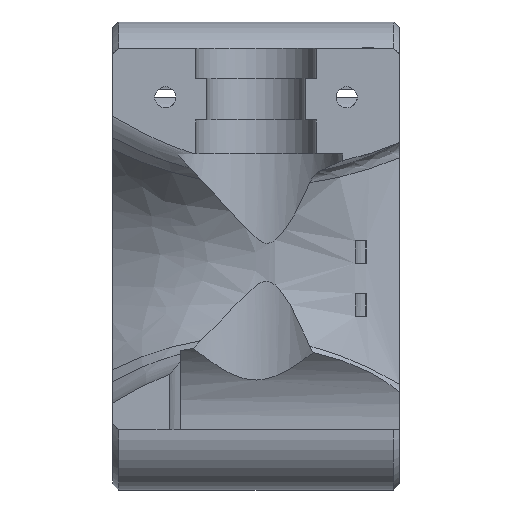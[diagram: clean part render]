
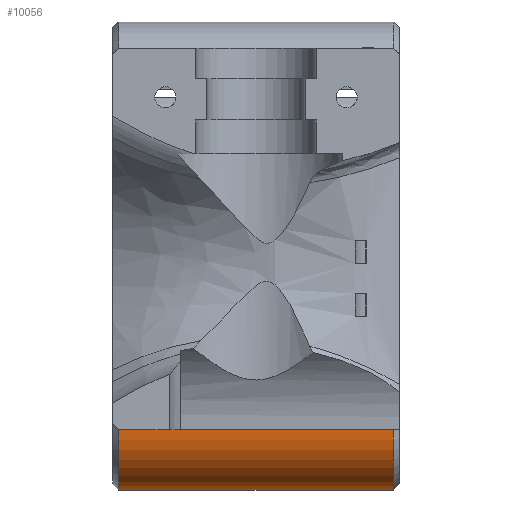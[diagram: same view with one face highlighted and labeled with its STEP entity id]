
A CAD part, front view. The second image highlights one B-rep face of the part: STEP entity #10056.
In plain terms, the highlighted cylindrical face has radius 8 mm (diameter 16 mm), a partial arc.
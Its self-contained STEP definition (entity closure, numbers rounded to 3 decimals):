
#3211 = PLANE('',#3212);
#3212 = AXIS2_PLACEMENT_3D('',#3213,#3214,#3215);
#3213 = CARTESIAN_POINT('',(-19.,0.,-0.5));
#3214 = DIRECTION('',(0.,0.,1.));
#3215 = DIRECTION('',(1.,0.,0.));
#3244 = CONICAL_SURFACE('',#3245,8.,0.785);
#3245 = AXIS2_PLACEMENT_3D('',#3246,#3247,#3248);
#3246 = CARTESIAN_POINT('',(-18.2,0.,0.)
  );
#3247 = DIRECTION('',(1.,0.,0.));
#3248 = DIRECTION('',(0.,0.,-1.));
#3277 = CONICAL_SURFACE('',#3278,8.,0.785);
#3278 = AXIS2_PLACEMENT_3D('',#3279,#3280,#3281);
#3279 = CARTESIAN_POINT('',(-18.2,0.,0.)
  );
#3280 = DIRECTION('',(1.,0.,0.));
#3281 = DIRECTION('',(0.,-1.,0.));
#4952 = PLANE('',#4953);
#4953 = AXIS2_PLACEMENT_3D('',#4954,#4955,#4956);
#4954 = CARTESIAN_POINT('',(-19.,-21.5,0.));
#4955 = DIRECTION('',(0.,0.,1.));
#4956 = DIRECTION('',(1.,0.,0.));
#5004 = CONICAL_SURFACE('',#5005,8.,0.785);
#5005 = AXIS2_PLACEMENT_3D('',#5006,#5007,#5008);
#5006 = CARTESIAN_POINT('',(18.2,0.,0.)
  );
#5007 = DIRECTION('',(-1.,0.,0.));
#5008 = DIRECTION('',(0.,-1.,0.));
#5033 = CONICAL_SURFACE('',#5034,8.,0.785);
#5034 = AXIS2_PLACEMENT_3D('',#5035,#5036,#5037);
#5035 = CARTESIAN_POINT('',(18.2,0.,0.)
  );
#5036 = DIRECTION('',(-1.,0.,0.));
#5037 = DIRECTION('',(0.,0.,-1.));
#5823 = VERTEX_POINT('',#5824);
#5824 = CARTESIAN_POINT('',(18.2,7.984,-0.5));
#5849 = EDGE_CURVE('',#5850,#5823,#5852,.T.);
#5850 = VERTEX_POINT('',#5851);
#5851 = CARTESIAN_POINT('',(-18.2,7.984,-0.5));
#5852 = SURFACE_CURVE('',#5853,(#5857,#5863),.PCURVE_S1.);
#5853 = LINE('',#5854,#5855);
#5854 = CARTESIAN_POINT('',(-19.,7.984,-0.5));
#5855 = VECTOR('',#5856,1.);
#5856 = DIRECTION('',(1.,0.,0.));
#5857 = PCURVE('',#3211,#5858);
#5858 = DEFINITIONAL_REPRESENTATION('',(#5859),#5862);
#5859 = B_SPLINE_CURVE_WITH_KNOTS('',1,(#5860,#5861),.UNSPECIFIED.,.F.,
  .F.,(2,2),(0.,38.),.PIECEWISE_BEZIER_KNOTS.);
#5860 = CARTESIAN_POINT('',(0.,7.984));
#5861 = CARTESIAN_POINT('',(38.,7.984));
#5862 = ( GEOMETRIC_REPRESENTATION_CONTEXT(2) 
PARAMETRIC_REPRESENTATION_CONTEXT() REPRESENTATION_CONTEXT('2D SPACE',''
  ) );
#5863 = PCURVE('',#5864,#5869);
#5864 = CYLINDRICAL_SURFACE('',#5865,8.);
#5865 = AXIS2_PLACEMENT_3D('',#5866,#5867,#5868);
#5866 = CARTESIAN_POINT('',(-19.,0.,0.));
#5867 = DIRECTION('',(1.,0.,0.));
#5868 = DIRECTION('',(0.,0.,-1.));
#5869 = DEFINITIONAL_REPRESENTATION('',(#5870),#5873);
#5870 = B_SPLINE_CURVE_WITH_KNOTS('',1,(#5871,#5872),.UNSPECIFIED.,.F.,
  .F.,(2,2),(0.,38.),.PIECEWISE_BEZIER_KNOTS.);
#5871 = CARTESIAN_POINT('',(7.791,0.));
#5872 = CARTESIAN_POINT('',(7.791,38.));
#5873 = ( GEOMETRIC_REPRESENTATION_CONTEXT(2) 
PARAMETRIC_REPRESENTATION_CONTEXT() REPRESENTATION_CONTEXT('2D SPACE',''
  ) );
#5904 = VERTEX_POINT('',#5905);
#5905 = CARTESIAN_POINT('',(-18.2,0.,-8.));
#5926 = EDGE_CURVE('',#5904,#5850,#5927,.T.);
#5927 = SURFACE_CURVE('',#5928,(#5933,#5940),.PCURVE_S1.);
#5928 = CIRCLE('',#5929,8.);
#5929 = AXIS2_PLACEMENT_3D('',#5930,#5931,#5932);
#5930 = CARTESIAN_POINT('',(-18.2,0.,0.)
  );
#5931 = DIRECTION('',(1.,0.,0.));
#5932 = DIRECTION('',(0.,0.,-1.));
#5933 = PCURVE('',#3244,#5934);
#5934 = DEFINITIONAL_REPRESENTATION('',(#5935),#5939);
#5935 = LINE('',#5936,#5937);
#5936 = CARTESIAN_POINT('',(0.,0.));
#5937 = VECTOR('',#5938,1.);
#5938 = DIRECTION('',(1.,0.));
#5939 = ( GEOMETRIC_REPRESENTATION_CONTEXT(2) 
PARAMETRIC_REPRESENTATION_CONTEXT() REPRESENTATION_CONTEXT('2D SPACE',''
  ) );
#5940 = PCURVE('',#5864,#5941);
#5941 = DEFINITIONAL_REPRESENTATION('',(#5942),#5946);
#5942 = LINE('',#5943,#5944);
#5943 = CARTESIAN_POINT('',(6.283,0.8));
#5944 = VECTOR('',#5945,1.);
#5945 = DIRECTION('',(1.,0.));
#5946 = ( GEOMETRIC_REPRESENTATION_CONTEXT(2) 
PARAMETRIC_REPRESENTATION_CONTEXT() REPRESENTATION_CONTEXT('2D SPACE',''
  ) );
#5952 = VERTEX_POINT('',#5953);
#5953 = CARTESIAN_POINT('',(-18.2,-8.,0.));
#5980 = EDGE_CURVE('',#5952,#5904,#5981,.T.);
#5981 = SURFACE_CURVE('',#5982,(#5987,#5994),.PCURVE_S1.);
#5982 = CIRCLE('',#5983,8.);
#5983 = AXIS2_PLACEMENT_3D('',#5984,#5985,#5986);
#5984 = CARTESIAN_POINT('',(-18.2,0.,0.)
  );
#5985 = DIRECTION('',(1.,0.,0.));
#5986 = DIRECTION('',(0.,-1.,0.));
#5987 = PCURVE('',#3277,#5988);
#5988 = DEFINITIONAL_REPRESENTATION('',(#5989),#5993);
#5989 = LINE('',#5990,#5991);
#5990 = CARTESIAN_POINT('',(0.,0.));
#5991 = VECTOR('',#5992,1.);
#5992 = DIRECTION('',(1.,0.));
#5993 = ( GEOMETRIC_REPRESENTATION_CONTEXT(2) 
PARAMETRIC_REPRESENTATION_CONTEXT() REPRESENTATION_CONTEXT('2D SPACE',''
  ) );
#5994 = PCURVE('',#5864,#5995);
#5995 = DEFINITIONAL_REPRESENTATION('',(#5996),#6000);
#5996 = LINE('',#5997,#5998);
#5997 = CARTESIAN_POINT('',(4.712,0.8));
#5998 = VECTOR('',#5999,1.);
#5999 = DIRECTION('',(1.,0.));
#6000 = ( GEOMETRIC_REPRESENTATION_CONTEXT(2) 
PARAMETRIC_REPRESENTATION_CONTEXT() REPRESENTATION_CONTEXT('2D SPACE',''
  ) );
#9402 = EDGE_CURVE('',#5952,#9403,#9405,.T.);
#9403 = VERTEX_POINT('',#9404);
#9404 = CARTESIAN_POINT('',(18.2,-8.,0.));
#9405 = SURFACE_CURVE('',#9406,(#9410,#9416),.PCURVE_S1.);
#9406 = LINE('',#9407,#9408);
#9407 = CARTESIAN_POINT('',(-19.,-8.,0.));
#9408 = VECTOR('',#9409,1.);
#9409 = DIRECTION('',(1.,0.,0.));
#9410 = PCURVE('',#4952,#9411);
#9411 = DEFINITIONAL_REPRESENTATION('',(#9412),#9415);
#9412 = B_SPLINE_CURVE_WITH_KNOTS('',1,(#9413,#9414),.UNSPECIFIED.,.F.,
  .F.,(2,2),(0.,38.),.PIECEWISE_BEZIER_KNOTS.);
#9413 = CARTESIAN_POINT('',(0.,13.5));
#9414 = CARTESIAN_POINT('',(38.,13.5));
#9415 = ( GEOMETRIC_REPRESENTATION_CONTEXT(2) 
PARAMETRIC_REPRESENTATION_CONTEXT() REPRESENTATION_CONTEXT('2D SPACE',''
  ) );
#9416 = PCURVE('',#5864,#9417);
#9417 = DEFINITIONAL_REPRESENTATION('',(#9418),#9422);
#9418 = LINE('',#9419,#9420);
#9419 = CARTESIAN_POINT('',(4.712,0.));
#9420 = VECTOR('',#9421,1.);
#9421 = DIRECTION('',(0.,1.));
#9422 = ( GEOMETRIC_REPRESENTATION_CONTEXT(2) 
PARAMETRIC_REPRESENTATION_CONTEXT() REPRESENTATION_CONTEXT('2D SPACE',''
  ) );
#9495 = EDGE_CURVE('',#9403,#9496,#9498,.T.);
#9496 = VERTEX_POINT('',#9497);
#9497 = CARTESIAN_POINT('',(18.2,0.,-8.));
#9498 = SURFACE_CURVE('',#9499,(#9504,#9511),.PCURVE_S1.);
#9499 = CIRCLE('',#9500,8.);
#9500 = AXIS2_PLACEMENT_3D('',#9501,#9502,#9503);
#9501 = CARTESIAN_POINT('',(18.2,0.,0.)
  );
#9502 = DIRECTION('',(1.,0.,0.));
#9503 = DIRECTION('',(0.,-1.,0.));
#9504 = PCURVE('',#5004,#9505);
#9505 = DEFINITIONAL_REPRESENTATION('',(#9506),#9510);
#9506 = LINE('',#9507,#9508);
#9507 = CARTESIAN_POINT('',(-0.,-0.));
#9508 = VECTOR('',#9509,1.);
#9509 = DIRECTION('',(-1.,-0.));
#9510 = ( GEOMETRIC_REPRESENTATION_CONTEXT(2) 
PARAMETRIC_REPRESENTATION_CONTEXT() REPRESENTATION_CONTEXT('2D SPACE',''
  ) );
#9511 = PCURVE('',#5864,#9512);
#9512 = DEFINITIONAL_REPRESENTATION('',(#9513),#9517);
#9513 = LINE('',#9514,#9515);
#9514 = CARTESIAN_POINT('',(4.712,37.2));
#9515 = VECTOR('',#9516,1.);
#9516 = DIRECTION('',(1.,0.));
#9517 = ( GEOMETRIC_REPRESENTATION_CONTEXT(2) 
PARAMETRIC_REPRESENTATION_CONTEXT() REPRESENTATION_CONTEXT('2D SPACE',''
  ) );
#9543 = EDGE_CURVE('',#9496,#5823,#9544,.T.);
#9544 = SURFACE_CURVE('',#9545,(#9550,#9557),.PCURVE_S1.);
#9545 = CIRCLE('',#9546,8.);
#9546 = AXIS2_PLACEMENT_3D('',#9547,#9548,#9549);
#9547 = CARTESIAN_POINT('',(18.2,0.,0.)
  );
#9548 = DIRECTION('',(1.,0.,0.));
#9549 = DIRECTION('',(0.,0.,-1.));
#9550 = PCURVE('',#5033,#9551);
#9551 = DEFINITIONAL_REPRESENTATION('',(#9552),#9556);
#9552 = LINE('',#9553,#9554);
#9553 = CARTESIAN_POINT('',(-0.,-0.));
#9554 = VECTOR('',#9555,1.);
#9555 = DIRECTION('',(-1.,-0.));
#9556 = ( GEOMETRIC_REPRESENTATION_CONTEXT(2) 
PARAMETRIC_REPRESENTATION_CONTEXT() REPRESENTATION_CONTEXT('2D SPACE',''
  ) );
#9557 = PCURVE('',#5864,#9558);
#9558 = DEFINITIONAL_REPRESENTATION('',(#9559),#9563);
#9559 = LINE('',#9560,#9561);
#9560 = CARTESIAN_POINT('',(6.283,37.2));
#9561 = VECTOR('',#9562,1.);
#9562 = DIRECTION('',(1.,0.));
#9563 = ( GEOMETRIC_REPRESENTATION_CONTEXT(2) 
PARAMETRIC_REPRESENTATION_CONTEXT() REPRESENTATION_CONTEXT('2D SPACE',''
  ) );
#10056 = ADVANCED_FACE('',(#10057),#5864,.T.);
#10057 = FACE_BOUND('',#10058,.T.);
#10058 = EDGE_LOOP('',(#10059,#10060,#10061,#10062,#10063,#10064));
#10059 = ORIENTED_EDGE('',*,*,#9402,.F.);
#10060 = ORIENTED_EDGE('',*,*,#5980,.T.);
#10061 = ORIENTED_EDGE('',*,*,#5926,.T.);
#10062 = ORIENTED_EDGE('',*,*,#5849,.T.);
#10063 = ORIENTED_EDGE('',*,*,#9543,.F.);
#10064 = ORIENTED_EDGE('',*,*,#9495,.F.);
